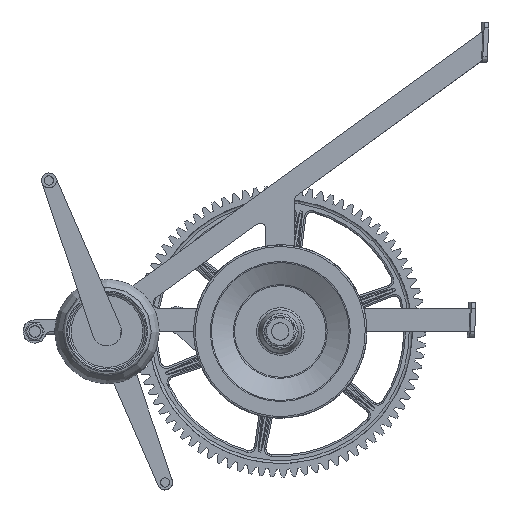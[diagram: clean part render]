
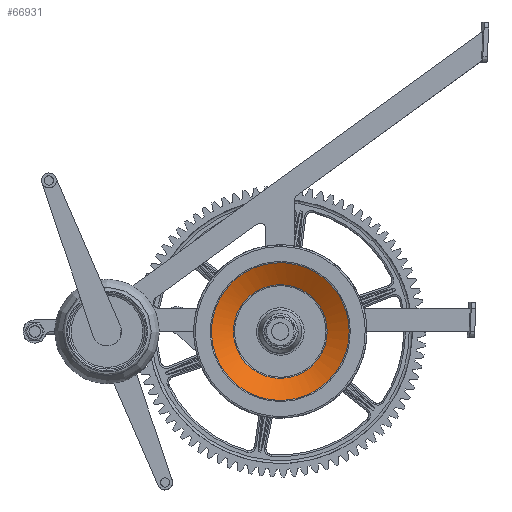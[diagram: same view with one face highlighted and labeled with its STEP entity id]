
A CAD part, left-side view. The second image highlights one B-rep face of the part: STEP entity #66931.
In plain terms, the highlighted free-form (B-spline) face has degree [2, 1] with [9, 2] control points.
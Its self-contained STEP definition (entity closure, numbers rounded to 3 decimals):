
#66870 = VERTEX_POINT('',#66871);
#66871 = CARTESIAN_POINT('',(-203.134,4594.614,
    13269.924));
#66877 = EDGE_CURVE('',#66878,#66870,#66880,.T.);
#66878 = VERTEX_POINT('',#66879);
#66879 = CARTESIAN_POINT('',(-203.134,4592.522,
    13415.929));
#66880 = ( BOUNDED_CURVE() B_SPLINE_CURVE(2,(#66881,#66882,#66883,#66884
,#66885),.UNSPECIFIED.,.F.,.F.) B_SPLINE_CURVE_WITH_KNOTS((3,2,3),(
    1.571,3.927,6.283),
.PIECEWISE_BEZIER_KNOTS.) CURVE() GEOMETRIC_REPRESENTATION_ITEM() 
RATIONAL_B_SPLINE_CURVE((1.,0.383,1.,0.383,1.)) 
REPRESENTATION_ITEM('') );
#66881 = CARTESIAN_POINT('',(-203.134,4592.522,
    13415.929));
#66882 = CARTESIAN_POINT('',(-203.134,4766.241,
    13594.697));
#66883 = CARTESIAN_POINT('',(-203.134,4769.812,
    13345.451));
#66884 = CARTESIAN_POINT('',(-203.134,4773.382,
    13096.206));
#66885 = CARTESIAN_POINT('',(-203.134,4594.614,
    13269.924));
#66887 = EDGE_CURVE('',#66870,#66878,#66888,.T.);
#66888 = ( BOUNDED_CURVE() B_SPLINE_CURVE(2,(#66889,#66890,#66891),
.UNSPECIFIED.,.F.,.F.) B_SPLINE_CURVE_WITH_KNOTS((3,3),(0.,
1.571),.PIECEWISE_BEZIER_KNOTS.) CURVE() 
GEOMETRIC_REPRESENTATION_ITEM() RATIONAL_B_SPLINE_CURVE((1.,
0.707,1.)) REPRESENTATION_ITEM('') );
#66889 = CARTESIAN_POINT('',(-203.134,4594.614,
    13269.924));
#66890 = CARTESIAN_POINT('',(-203.134,4520.566,
    13341.881));
#66891 = CARTESIAN_POINT('',(-203.134,4592.522,
    13415.929));
#66931 = ADVANCED_FACE('',(#66932),#66960,.F.);
#66932 = FACE_BOUND('',#66933,.F.);
#66933 = EDGE_LOOP('',(#66934,#66935,#66942,#66950,#66958,#66959));
#66934 = ORIENTED_EDGE('',*,*,#66887,.T.);
#66935 = ORIENTED_EDGE('',*,*,#66936,.T.);
#66936 = EDGE_CURVE('',#66878,#66937,#66939,.T.);
#66937 = VERTEX_POINT('',#66938);
#66938 = CARTESIAN_POINT('',(-231.055,4557.84,
    13449.632));
#66939 = B_SPLINE_CURVE_WITH_KNOTS('',1,(#66940,#66941),.UNSPECIFIED.,
  .F.,.F.,(2,2),(-21.928,21.928),
  .PIECEWISE_BEZIER_KNOTS.);
#66940 = CARTESIAN_POINT('',(-203.134,4592.522,
    13415.929));
#66941 = CARTESIAN_POINT('',(-231.055,4557.84,
    13449.632));
#66942 = ORIENTED_EDGE('',*,*,#66943,.F.);
#66943 = EDGE_CURVE('',#66944,#66937,#66946,.T.);
#66944 = VERTEX_POINT('',#66945);
#66945 = CARTESIAN_POINT('',(-231.055,4560.911,
    13235.242));
#66946 = ( BOUNDED_CURVE() B_SPLINE_CURVE(2,(#66947,#66948,#66949),
.UNSPECIFIED.,.F.,.F.) B_SPLINE_CURVE_WITH_KNOTS((3,3),(0.,
1.571),.PIECEWISE_BEZIER_KNOTS.) CURVE() 
GEOMETRIC_REPRESENTATION_ITEM() RATIONAL_B_SPLINE_CURVE((1.,
0.707,1.)) REPRESENTATION_ITEM('') );
#66947 = CARTESIAN_POINT('',(-231.055,4560.911,
    13235.242));
#66948 = CARTESIAN_POINT('',(-231.055,4452.181,
    13340.901));
#66949 = CARTESIAN_POINT('',(-231.055,4557.84,
    13449.632));
#66950 = ORIENTED_EDGE('',*,*,#66951,.F.);
#66951 = EDGE_CURVE('',#66937,#66944,#66952,.T.);
#66952 = ( BOUNDED_CURVE() B_SPLINE_CURVE(2,(#66953,#66954,#66955,#66956
,#66957),.UNSPECIFIED.,.F.,.F.) B_SPLINE_CURVE_WITH_KNOTS((3,2,3),(
    1.571,3.927,6.283),
.PIECEWISE_BEZIER_KNOTS.) CURVE() GEOMETRIC_REPRESENTATION_ITEM() 
RATIONAL_B_SPLINE_CURVE((1.,0.383,1.,0.383,1.)) 
REPRESENTATION_ITEM('') );
#66953 = CARTESIAN_POINT('',(-231.055,4557.84,
    13449.632));
#66954 = CARTESIAN_POINT('',(-231.055,4812.924,
    13712.13));
#66955 = CARTESIAN_POINT('',(-231.055,4818.167,
    13346.144));
#66956 = CARTESIAN_POINT('',(-231.055,4823.409,
    12980.159));
#66957 = CARTESIAN_POINT('',(-231.055,4560.911,
    13235.242));
#66958 = ORIENTED_EDGE('',*,*,#66936,.F.);
#66959 = ORIENTED_EDGE('',*,*,#66877,.T.);
#66960 = ( BOUNDED_SURFACE() B_SPLINE_SURFACE(2,1,(
    (#66961,#66962)
    ,(#66963,#66964)
    ,(#66965,#66966)
    ,(#66967,#66968)
    ,(#66969,#66970)
    ,(#66971,#66972)
    ,(#66973,#66974)
    ,(#66975,#66976)
    ,(#66977,#66978
)),.UNSPECIFIED.,.T.,.F.,.F.) B_SPLINE_SURFACE_WITH_KNOTS((3,2,2,2,3),(2
    ,2),(3.142,4.189,6.283,8.378,
    9.425),(-21.928,21.928),.UNSPECIFIED.) 
GEOMETRIC_REPRESENTATION_ITEM() RATIONAL_B_SPLINE_SURFACE((
    (0.75,0.75)
    ,(0.75,0.75)
    ,(1.,1.)
    ,(0.5,0.5)
    ,(1.,1.)
    ,(0.5,0.5)
    ,(1.,1.)
    ,(0.75,0.75)
,(0.75,0.75))) REPRESENTATION_ITEM('') SURFACE() );
#66961 = CARTESIAN_POINT('',(-203.134,4592.522,
    13415.929));
#66962 = CARTESIAN_POINT('',(-231.055,4557.84,
    13449.632));
#66963 = CARTESIAN_POINT('',(-203.134,4634.067,
    13458.681));
#66964 = CARTESIAN_POINT('',(-231.055,4618.843,
    13512.407));
#66965 = CARTESIAN_POINT('',(-203.134,4691.863,
    13444.078));
#66966 = CARTESIAN_POINT('',(-231.055,4703.709,
    13490.965));
#66967 = CARTESIAN_POINT('',(-203.134,4865.251,
    13400.271));
#66968 = CARTESIAN_POINT('',(-231.055,4958.308,
    13426.64));
#66969 = CARTESIAN_POINT('',(-203.134,4740.619,
    13272.016));
#66970 = CARTESIAN_POINT('',(-231.055,4775.301,
    13238.313));
#66971 = CARTESIAN_POINT('',(-203.134,4615.986,
    13143.761));
#66972 = CARTESIAN_POINT('',(-231.055,4592.294,
    13049.987));
#66973 = CARTESIAN_POINT('',(-203.134,4567.23,
    13315.823));
#66974 = CARTESIAN_POINT('',(-231.055,4520.702,
    13302.639));
#66975 = CARTESIAN_POINT('',(-203.134,4550.978,
    13373.177));
#66976 = CARTESIAN_POINT('',(-231.055,4496.838,
    13386.856));
#66977 = CARTESIAN_POINT('',(-203.134,4592.522,
    13415.929));
#66978 = CARTESIAN_POINT('',(-231.055,4557.84,
    13449.632));
